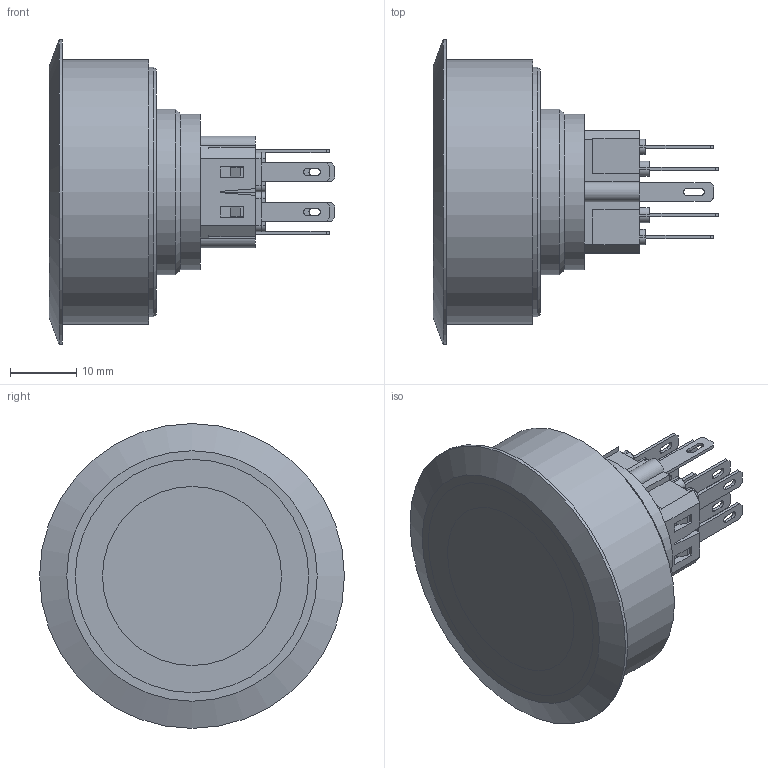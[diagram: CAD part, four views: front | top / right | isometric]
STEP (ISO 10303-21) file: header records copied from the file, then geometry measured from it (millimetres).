
FILE_DESCRIPTION(/* description */ ('','CAx-IF Rec.Pracs.---Representation and Presentation of Product Manufacturing Information (PMI)---4.0---2014-10-13'),/* implementation_level */ '2;1');
FILE_NAME(/* name */ 'PV10F2V0SS-3xx.stp',/* time_stamp */ '2019-06-27T10:52:25-05:00',/* author */ ('mwilliams'),/* organization */ (''),/* preprocessor_version */ 'ST-DEVELOPER v17',/* originating_system */ 'Autodesk Inventor 2018',/* authorisation */ '');
FILE_SCHEMA (('AP242_MANAGED_MODEL_BASED_3D_ENGINEERING_MIM_LF { 1 0 10303 442 1 1 4 }'));
Length unit declared in the file: millimetre
Products named in the file (1): PV10F2V0SS-3xx
Bounding box: 43.1 x 46 x 46 mm (x, y, z)
Volume: 24039.8 mm3; surface area: 9885.7 mm2
Topology: 1 solids, 2 shells, 445 faces, 1155 edges, 726 vertices
Faces by surface type: plane 308, cylinder 102, torus 32, cone 3
Full cylindrical faces by diameter (mm): 1.75 x1, 21 x1, 23.5 x1, 25 x1, 35.2 x1, 37.7 x1, 39.9 x1, 46 x1
Entity records: 13629 total; most frequent: CARTESIAN_POINT 2352, DIRECTION 2347, ORIENTED_EDGE 2310, EDGE_CURVE 1155, LINE 889, VECTOR 889, AXIS2_PLACEMENT_3D 733, VERTEX_POINT 726
